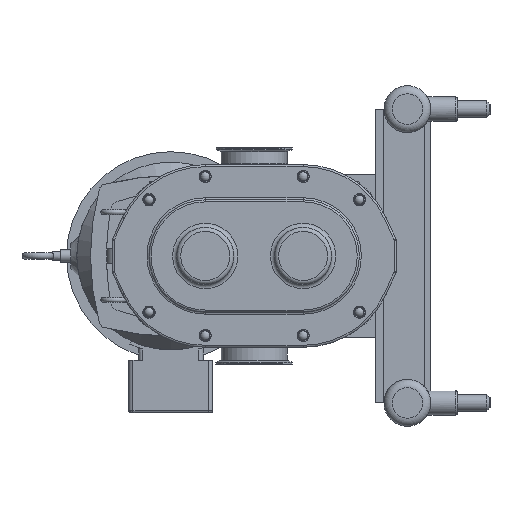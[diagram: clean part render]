
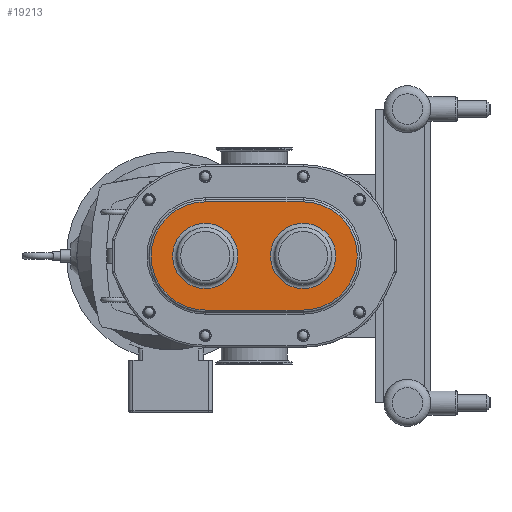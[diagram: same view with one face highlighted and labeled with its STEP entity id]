
A CAD part, left-side view. The second image highlights one B-rep face of the part: STEP entity #19213.
In plain terms, the highlighted planar face has unit normal (-1, 0, 0).
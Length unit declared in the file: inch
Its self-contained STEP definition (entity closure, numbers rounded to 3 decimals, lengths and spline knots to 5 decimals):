
#892=CIRCLE('',#20540,3.315);
#895=CIRCLE('',#20545,3.315);
#934=CIRCLE('',#20619,2.);
#935=CIRCLE('',#20621,2.);
#1888=FACE_BOUND('',#3946,.T.);
#1889=FACE_BOUND('',#3947,.T.);
#2120=PLANE('',#20620);
#2794=FACE_OUTER_BOUND('',#3945,.T.);
#3945=EDGE_LOOP('',(#14387,#14388,#14389,#14390));
#3946=EDGE_LOOP('',(#14391));
#3947=EDGE_LOOP('',(#14392));
#5240=LINE('',#30480,#6672);
#5242=LINE('',#30490,#6674);
#6672=VECTOR('',#23645,0.3937);
#6674=VECTOR('',#23659,0.3937);
#8434=VERTEX_POINT('',#30473);
#8435=VERTEX_POINT('',#30475);
#8436=VERTEX_POINT('',#30479);
#8438=VERTEX_POINT('',#30485);
#8466=VERTEX_POINT('',#30611);
#8467=VERTEX_POINT('',#30615);
#10591=EDGE_CURVE('',#8434,#8435,#892,.T.);
#10593=EDGE_CURVE('',#8435,#8436,#5240,.T.);
#10596=EDGE_CURVE('',#8436,#8438,#895,.T.);
#10599=EDGE_CURVE('',#8438,#8434,#5242,.T.);
#10660=EDGE_CURVE('',#8466,#8466,#934,.T.);
#10661=EDGE_CURVE('',#8467,#8467,#935,.T.);
#14387=ORIENTED_EDGE('',*,*,#10599,.F.);
#14388=ORIENTED_EDGE('',*,*,#10596,.F.);
#14389=ORIENTED_EDGE('',*,*,#10593,.F.);
#14390=ORIENTED_EDGE('',*,*,#10591,.F.);
#14391=ORIENTED_EDGE('',*,*,#10660,.F.);
#14392=ORIENTED_EDGE('',*,*,#10661,.F.);
#19213=ADVANCED_FACE('',(#2794,#1888,#1889),#2120,.T.);
#20540=AXIS2_PLACEMENT_3D('',#30476,#23639,#23640);
#20545=AXIS2_PLACEMENT_3D('',#30486,#23651,#23652);
#20619=AXIS2_PLACEMENT_3D('',#30613,#23824,#23825);
#20620=AXIS2_PLACEMENT_3D('',#30614,#23826,#23827);
#20621=AXIS2_PLACEMENT_3D('',#30616,#23828,#23829);
#23639=DIRECTION('center_axis',(1.,0.,0.));
#23640=DIRECTION('ref_axis',(0.,-1.,0.));
#23645=DIRECTION('',(0.,1.,0.));
#23651=DIRECTION('center_axis',(1.,0.,0.));
#23652=DIRECTION('ref_axis',(0.,1.,0.));
#23659=DIRECTION('',(0.,-1.,0.));
#23824=DIRECTION('center_axis',(-1.,0.,0.));
#23825=DIRECTION('ref_axis',(0.,0.,1.));
#23826=DIRECTION('center_axis',(-1.,0.,0.));
#23827=DIRECTION('ref_axis',(0.,0.,-1.));
#23828=DIRECTION('center_axis',(-1.,0.,0.));
#23829=DIRECTION('ref_axis',(0.,0.,1.));
#30473=CARTESIAN_POINT('',(-1.555,-3.,3.315));
#30475=CARTESIAN_POINT('',(-1.555,-3.,-3.315));
#30476=CARTESIAN_POINT('Origin',(-1.555,-3.,0.));
#30479=CARTESIAN_POINT('',(-1.555,3.,-3.315));
#30480=CARTESIAN_POINT('',(-1.555,1.5,-3.315));
#30485=CARTESIAN_POINT('',(-1.555,3.,3.315));
#30486=CARTESIAN_POINT('Origin',(-1.555,3.,0.));
#30490=CARTESIAN_POINT('',(-1.555,-1.5,3.315));
#30611=CARTESIAN_POINT('',(-1.555,-3.,-2.));
#30613=CARTESIAN_POINT('Origin',(-1.555,-3.,0.));
#30614=CARTESIAN_POINT('Origin',(-1.555,0.,0.));
#30615=CARTESIAN_POINT('',(-1.555,3.,-2.));
#30616=CARTESIAN_POINT('Origin',(-1.555,3.,0.));
